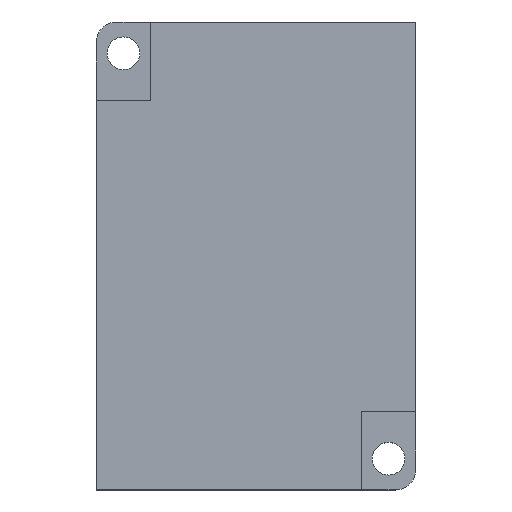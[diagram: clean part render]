
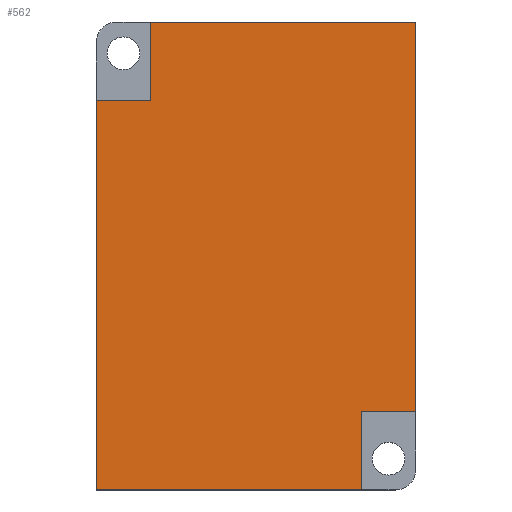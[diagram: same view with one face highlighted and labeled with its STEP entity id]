
A CAD part, top view. The second image highlights one B-rep face of the part: STEP entity #562.
In plain terms, the highlighted planar face has unit normal (0, 0, 1).
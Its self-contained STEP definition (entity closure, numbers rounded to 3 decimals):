
#12 = CARTESIAN_POINT ( 'NONE',  ( 13.513, -30., 7.8 ) ) ;
#34 = DIRECTION ( 'NONE',  ( -1., 0., 0. ) ) ;
#36 = VECTOR ( 'NONE', #508, 1000. ) ;
#49 = VECTOR ( 'NONE', #613, 1000. ) ;
#60 = ORIENTED_EDGE ( 'NONE', *, *, #618, .T. ) ;
#65 = DIRECTION ( 'NONE',  ( 0., 1., 0. ) ) ;
#68 = EDGE_CURVE ( 'NONE', #437, #611, #169, .T. ) ;
#108 = EDGE_CURVE ( 'NONE', #630, #141, #534, .T. ) ;
#109 = VERTEX_POINT ( 'NONE', #564 ) ;
#115 = LINE ( 'NONE', #122, #636 ) ;
#119 = DIRECTION ( 'NONE',  ( 0., -1., 0. ) ) ;
#122 = CARTESIAN_POINT ( 'NONE',  ( -13.513, 30., 7.8 ) ) ;
#130 = ORIENTED_EDGE ( 'NONE', *, *, #140, .F. ) ;
#136 = PLANE ( 'NONE',  #643 ) ;
#138 = VECTOR ( 'NONE', #119, 1000. ) ;
#140 = EDGE_CURVE ( 'NONE', #192, #611, #115, .T. ) ;
#141 = VERTEX_POINT ( 'NONE', #271 ) ;
#157 = ORIENTED_EDGE ( 'NONE', *, *, #215, .F. ) ;
#168 = VECTOR ( 'NONE', #65, 1000. ) ;
#169 = LINE ( 'NONE', #312, #36 ) ;
#177 = ORIENTED_EDGE ( 'NONE', *, *, #108, .F. ) ;
#183 = CARTESIAN_POINT ( 'NONE',  ( -20.5, 19.94, 7.8 ) ) ;
#189 = DIRECTION ( 'NONE',  ( 0., 0., 1. ) ) ;
#192 = VERTEX_POINT ( 'NONE', #522 ) ;
#193 = CARTESIAN_POINT ( 'NONE',  ( -13.513, 30., 7.8 ) ) ;
#207 = VERTEX_POINT ( 'NONE', #374 ) ;
#208 = EDGE_CURVE ( 'NONE', #109, #192, #637, .T. ) ;
#215 = EDGE_CURVE ( 'NONE', #207, #630, #250, .T. ) ;
#220 = FACE_OUTER_BOUND ( 'NONE', #402, .T. ) ;
#246 = EDGE_CURVE ( 'NONE', #514, #141, #558, .T. ) ;
#250 = LINE ( 'NONE', #528, #382 ) ;
#252 = EDGE_CURVE ( 'NONE', #207, #437, #444, .T. ) ;
#271 = CARTESIAN_POINT ( 'NONE',  ( 13.513, -30., 7.8 ) ) ;
#274 = DIRECTION ( 'NONE',  ( 0., 1., 0. ) ) ;
#302 = ORIENTED_EDGE ( 'NONE', *, *, #68, .T. ) ;
#312 = CARTESIAN_POINT ( 'NONE',  ( -20.5, 30., 7.8 ) ) ;
#340 = ORIENTED_EDGE ( 'NONE', *, *, #252, .T. ) ;
#343 = CARTESIAN_POINT ( 'NONE',  ( -20.5, 30., 7.8 ) ) ;
#358 = CARTESIAN_POINT ( 'NONE',  ( -20.5, -30., 7.8 ) ) ;
#374 = CARTESIAN_POINT ( 'NONE',  ( 20.5, -19.94, 7.8 ) ) ;
#376 = CARTESIAN_POINT ( 'NONE',  ( -20.5, -30., 7.8 ) ) ;
#382 = VECTOR ( 'NONE', #34, 1000. ) ;
#391 = ORIENTED_EDGE ( 'NONE', *, *, #246, .T. ) ;
#402 = EDGE_LOOP ( 'NONE', ( #130, #455, #60, #391, #177, #157, #340, #302 ) ) ;
#430 = LINE ( 'NONE', #343, #603 ) ;
#436 = DIRECTION ( 'NONE',  ( 0., -1., 0. ) ) ;
#437 = VERTEX_POINT ( 'NONE', #566 ) ;
#444 = LINE ( 'NONE', #501, #168 ) ;
#455 = ORIENTED_EDGE ( 'NONE', *, *, #208, .F. ) ;
#482 = CARTESIAN_POINT ( 'NONE',  ( 0., 0., 7.8 ) ) ;
#497 = VECTOR ( 'NONE', #579, 1000. ) ;
#501 = CARTESIAN_POINT ( 'NONE',  ( 20.5, 30., 7.8 ) ) ;
#508 = DIRECTION ( 'NONE',  ( -1., 0., 0. ) ) ;
#514 = VERTEX_POINT ( 'NONE', #376 ) ;
#522 = CARTESIAN_POINT ( 'NONE',  ( -13.513, 19.94, 7.8 ) ) ;
#528 = CARTESIAN_POINT ( 'NONE',  ( 20.5, -19.94, 7.8 ) ) ;
#533 = DIRECTION ( 'NONE',  ( 1., 0., 0. ) ) ;
#534 = LINE ( 'NONE', #12, #138 ) ;
#558 = LINE ( 'NONE', #358, #49 ) ;
#562 = ADVANCED_FACE ( 'NONE', ( #220 ), #136, .T. ) ;
#564 = CARTESIAN_POINT ( 'NONE',  ( -20.5, 19.94, 7.8 ) ) ;
#566 = CARTESIAN_POINT ( 'NONE',  ( 20.5, 30., 7.8 ) ) ;
#579 = DIRECTION ( 'NONE',  ( 1., 0., 0. ) ) ;
#590 = CARTESIAN_POINT ( 'NONE',  ( 13.513, -19.94, 7.8 ) ) ;
#603 = VECTOR ( 'NONE', #436, 1000. ) ;
#611 = VERTEX_POINT ( 'NONE', #193 ) ;
#613 = DIRECTION ( 'NONE',  ( 1., 0., 0. ) ) ;
#618 = EDGE_CURVE ( 'NONE', #109, #514, #430, .T. ) ;
#630 = VERTEX_POINT ( 'NONE', #590 ) ;
#636 = VECTOR ( 'NONE', #274, 1000. ) ;
#637 = LINE ( 'NONE', #183, #497 ) ;
#643 = AXIS2_PLACEMENT_3D ( 'NONE', #482, #189, #533 ) ;
